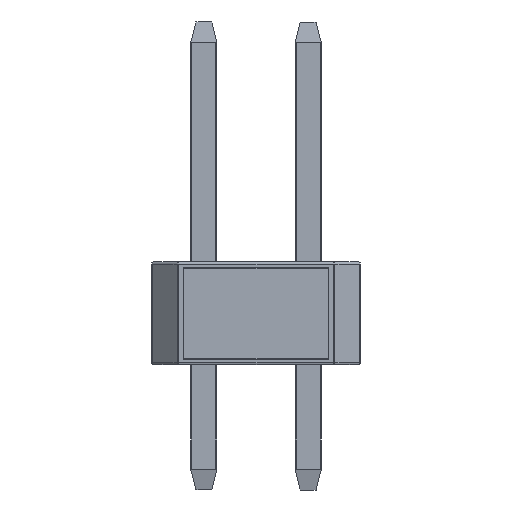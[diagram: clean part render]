
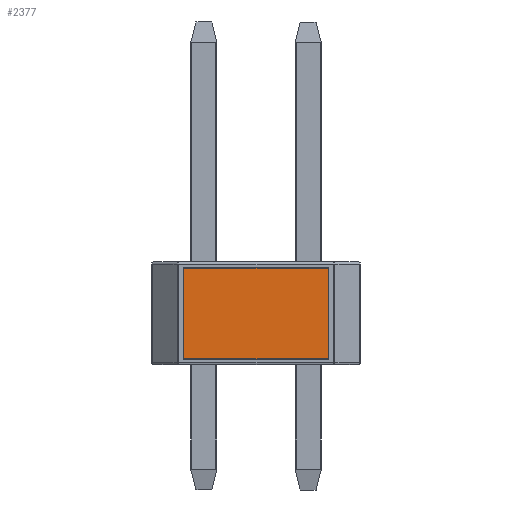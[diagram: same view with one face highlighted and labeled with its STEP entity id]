
A CAD part, left-side view. The second image highlights one B-rep face of the part: STEP entity #2377.
In plain terms, the highlighted planar face has unit normal (-1, 0, 0).
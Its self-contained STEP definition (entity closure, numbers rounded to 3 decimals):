
#426=FACE_OUTER_BOUND('',#552,.T.);
#552=EDGE_LOOP('',(#1954,#1955,#1956,#1957));
#691=LINE('',#3701,#907);
#692=LINE('',#3706,#908);
#695=LINE('',#3714,#911);
#697=LINE('',#3717,#913);
#907=VECTOR('',#2950,10.);
#908=VECTOR('',#2955,10.);
#911=VECTOR('',#2964,10.);
#913=VECTOR('',#2968,10.);
#1104=VERTEX_POINT('',#3698);
#1105=VERTEX_POINT('',#3700);
#1106=VERTEX_POINT('',#3704);
#1107=VERTEX_POINT('',#3705);
#1320=EDGE_CURVE('',#1105,#1104,#691,.T.);
#1322=EDGE_CURVE('',#1106,#1107,#692,.T.);
#1327=EDGE_CURVE('',#1104,#1106,#695,.T.);
#1329=EDGE_CURVE('',#1107,#1105,#697,.T.);
#1954=ORIENTED_EDGE('',*,*,#1327,.T.);
#1955=ORIENTED_EDGE('',*,*,#1322,.T.);
#1956=ORIENTED_EDGE('',*,*,#1329,.T.);
#1957=ORIENTED_EDGE('',*,*,#1320,.T.);
#2140=PLANE('',#2623);
#2377=ADVANCED_FACE('',(#426),#2140,.T.);
#2623=AXIS2_PLACEMENT_3D('',#3915,#3219,#3220);
#2950=DIRECTION('',(0.,1.,0.));
#2955=DIRECTION('',(0.,-1.,0.));
#2964=DIRECTION('',(0.,0.,-1.));
#2968=DIRECTION('',(0.,0.,1.));
#3219=DIRECTION('center_axis',(-1.,0.,0.));
#3220=DIRECTION('ref_axis',(0.,0.,1.));
#3698=CARTESIAN_POINT('',(-1.27,3.023,2.35));
#3700=CARTESIAN_POINT('',(-1.27,-0.488,2.35));
#3701=CARTESIAN_POINT('',(-1.27,3.023,2.35));
#3704=CARTESIAN_POINT('',(-1.27,3.023,0.15));
#3705=CARTESIAN_POINT('',(-1.27,-0.488,0.15));
#3706=CARTESIAN_POINT('',(-1.27,-0.488,0.15));
#3714=CARTESIAN_POINT('',(-1.27,3.023,0.15));
#3717=CARTESIAN_POINT('',(-1.27,-0.488,2.35));
#3915=CARTESIAN_POINT('Origin',(-1.27,1.268,1.25));
